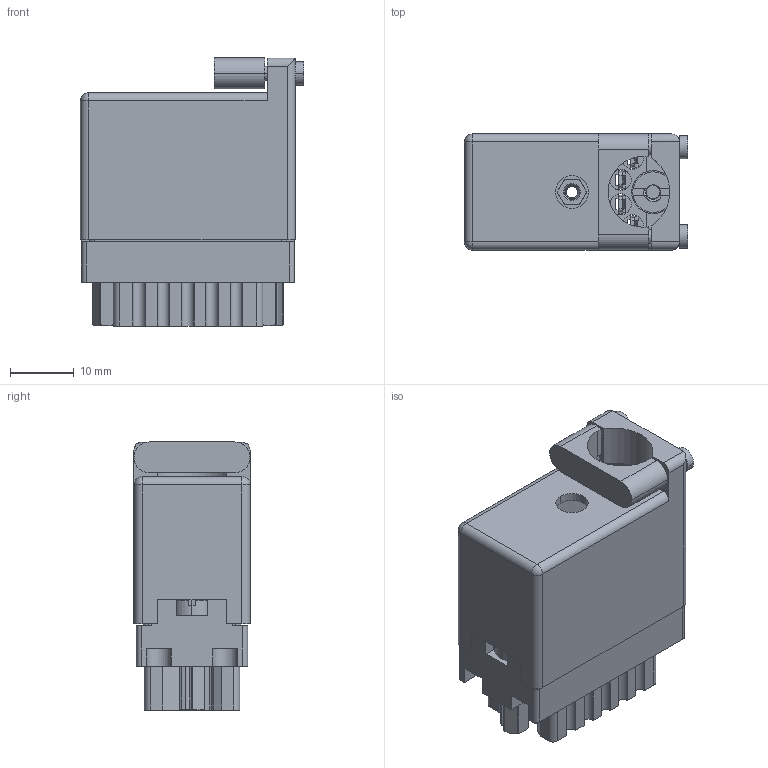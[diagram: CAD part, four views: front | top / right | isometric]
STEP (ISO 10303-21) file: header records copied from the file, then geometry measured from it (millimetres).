
FILE_DESCRIPTION (( 'STEP AP203' ), '1' );
FILE_NAME ('516-020-501-262.STEP', '2020-09-08T13:32:13', ( '' ), ( '' ), 'SwSTEP 2.0', 'SolidWorks 2020', '' );
FILE_SCHEMA (( 'CONFIG_CONTROL_DESIGN' ));
Length unit declared in the file: inch
Products named in the file (8): 516-230-001_Metal - 020 Top Entry; 516-292-001_501 Contact; 516-221-020-102_021; 516-252-025-100_516-252-025-100; 516 Part Receptacle_020; 516-252-021-102_020; 516-221-020-102_020; 516-020-501-262
Assembly tree (27 placements, depth 2):
  516-020-501-262
    516 Part Receptacle_020
    516-292-001_501 Contact  x20
    516-230-001_Metal - 020 Top Entry
    516-252-021-102_020  x2
    516-221-020-102_020
    516-252-025-100_516-252-025-100
    516-221-020-102_021
Bounding box: 34.92 x 18.16 x 41.96 mm (x, y, z)
Volume: 10106.9 mm3; surface area: 19156.3 mm2
Topology: 27 solids, 27 shells, 2343 faces, 6749 edges, 4465 vertices
Faces by surface type: plane 1324, cylinder 819, bspline 151, cone 47, sphere 2
Entity records: 39234 total; most frequent: CARTESIAN_POINT 13019, ORIENTED_EDGE 5402, DIRECTION 5032, EDGE_CURVE 2701, VERTEX_POINT 1783, LINE 1736, VECTOR 1736, AXIS2_PLACEMENT_3D 1648
